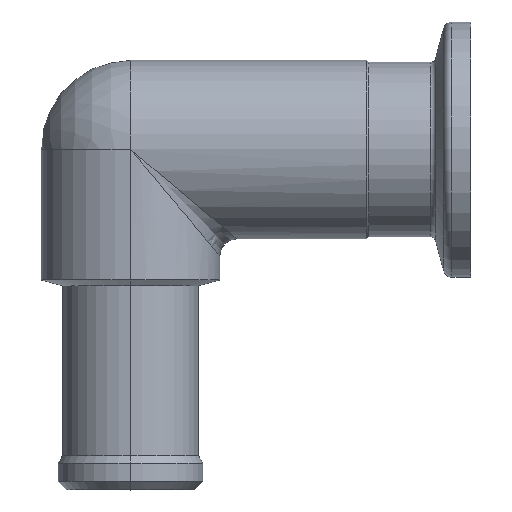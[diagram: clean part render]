
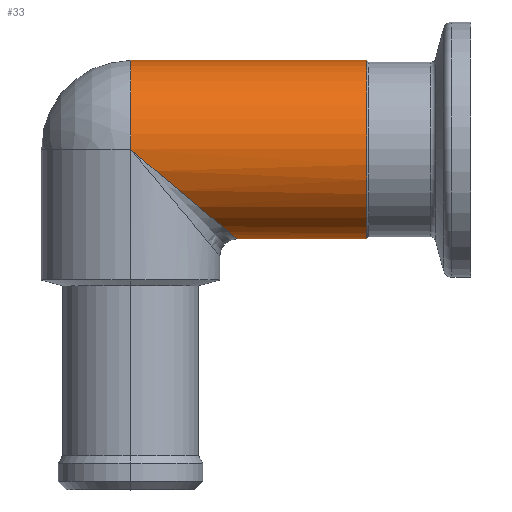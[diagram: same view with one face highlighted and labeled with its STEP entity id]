
A CAD part, top view. The second image highlights one B-rep face of the part: STEP entity #33.
In plain terms, the highlighted cylindrical face has radius 10.5 mm (diameter 21 mm), a partial arc.
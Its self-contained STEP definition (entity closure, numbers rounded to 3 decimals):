
#26 = LINE ( 'NONE', #293, #329 ) ;
#33 = ADVANCED_FACE ( 'NONE', ( #182 ), #102, .T. ) ;
#45 = ORIENTED_EDGE ( 'NONE', *, *, #1281, .T. ) ;
#60 = CARTESIAN_POINT ( 'NONE',  ( 0., 50.5, 0. ) ) ;
#85 = ORIENTED_EDGE ( 'NONE', *, *, #462, .T. ) ;
#87 = EDGE_CURVE ( 'NONE', #122, #1008, #26, .T. ) ;
#97 = DIRECTION ( 'NONE',  ( -1., 0., 0. ) ) ;
#102 = CYLINDRICAL_SURFACE ( 'NONE', #480, 10.5 ) ;
#118 = CARTESIAN_POINT ( 'NONE',  ( 12.5, 29.5, 0. ) ) ;
#122 = VERTEX_POINT ( 'NONE', #239 ) ;
#125 = CARTESIAN_POINT ( 'NONE',  ( 0., 40., 10.5 ) ) ;
#182 = FACE_OUTER_BOUND ( 'NONE', #385, .T. ) ;
#239 = CARTESIAN_POINT ( 'NONE',  ( 27.75, 50.5, 0. ) ) ;
#240 = DIRECTION ( 'NONE',  ( -1., 0., 0. ) ) ;
#246 = CARTESIAN_POINT ( 'NONE',  ( 0., 29.5, 0. ) ) ;
#256 = DIRECTION ( 'NONE',  ( -1., 0., 0. ) ) ;
#293 = CARTESIAN_POINT ( 'NONE',  ( 0., 50.5, 0. ) ) ;
#305 = AXIS2_PLACEMENT_3D ( 'NONE', #748, #97, #841 ) ;
#311 = EDGE_CURVE ( 'NONE', #802, #1008, #1216, .T. ) ;
#329 = VECTOR ( 'NONE', #256, 1000. ) ;
#344 = ORIENTED_EDGE ( 'NONE', *, *, #87, .T. ) ;
#385 = EDGE_LOOP ( 'NONE', ( #45, #344, #895, #85, #668 ) ) ;
#389 = CIRCLE ( 'NONE', #979, 10.5 ) ;
#462 = EDGE_CURVE ( 'NONE', #802, #524, #1061, .T. ) ;
#463 = DIRECTION ( 'NONE',  ( -1., 0., 0. ) ) ;
#479 = DIRECTION ( 'NONE',  ( -1., 0., 0. ) ) ;
#480 = AXIS2_PLACEMENT_3D ( 'NONE', #623, #479, #552 ) ;
#524 = VERTEX_POINT ( 'NONE', #1253 ) ;
#533 = EDGE_CURVE ( 'NONE', #1232, #524, #1288, .T. ) ;
#552 = DIRECTION ( 'NONE',  ( 0., -1., 0. ) ) ;
#623 = CARTESIAN_POINT ( 'NONE',  ( 0., 40., 0. ) ) ;
#668 = ORIENTED_EDGE ( 'NONE', *, *, #533, .F. ) ;
#748 = CARTESIAN_POINT ( 'NONE',  ( 0., 40., 0. ) ) ;
#764 = CARTESIAN_POINT ( 'NONE',  ( 12.5, 29.5, 6.151 ) ) ;
#802 = VERTEX_POINT ( 'NONE', #125 ) ;
#841 = DIRECTION ( 'NONE',  ( 0., -1., 0. ) ) ;
#859 = CARTESIAN_POINT ( 'NONE',  ( 27.75, 40., 0. ) ) ;
#895 = ORIENTED_EDGE ( 'NONE', *, *, #311, .F. ) ;
#965 = DIRECTION ( 'NONE',  ( 0., -1., 0. ) ) ;
#979 = AXIS2_PLACEMENT_3D ( 'NONE', #859, #240, #965 ) ;
#1008 = VERTEX_POINT ( 'NONE', #60 ) ;
#1061 =( BOUNDED_CURVE ( )  B_SPLINE_CURVE ( 3, ( #1241, #1248, #764, #118 ),
 .UNSPECIFIED., .F., .F. ) 
 B_SPLINE_CURVE_WITH_KNOTS ( ( 4, 4 ),
 ( 4.712, 6.283 ),
 .UNSPECIFIED. ) 
 CURVE ( )  GEOMETRIC_REPRESENTATION_ITEM ( )  RATIONAL_B_SPLINE_CURVE ( ( 1., 0.805, 0.805, 1. ) ) 
 REPRESENTATION_ITEM ( '' )  );
#1148 = CARTESIAN_POINT ( 'NONE',  ( 27.75, 29.5, 0. ) ) ;
#1216 = CIRCLE ( 'NONE', #305, 10.5 ) ;
#1232 = VERTEX_POINT ( 'NONE', #1148 ) ;
#1241 = CARTESIAN_POINT ( 'NONE',  ( 0., 40., 10.5 ) ) ;
#1248 = CARTESIAN_POINT ( 'NONE',  ( 7.322, 33.849, 10.5 ) ) ;
#1253 = CARTESIAN_POINT ( 'NONE',  ( 12.5, 29.5, 0. ) ) ;
#1281 = EDGE_CURVE ( 'NONE', #1232, #122, #389, .T. ) ;
#1288 = LINE ( 'NONE', #246, #1325 ) ;
#1325 = VECTOR ( 'NONE', #463, 1000. ) ;
